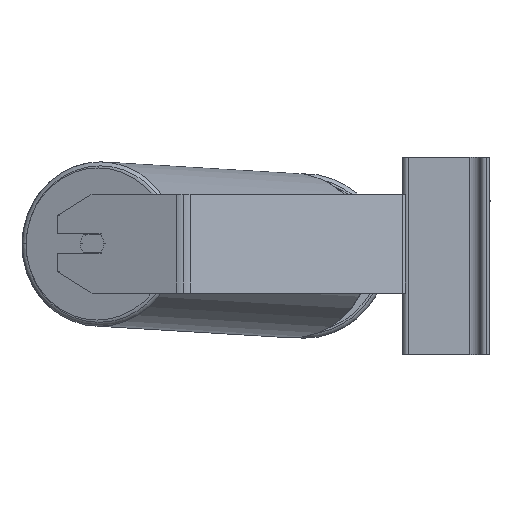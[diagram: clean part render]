
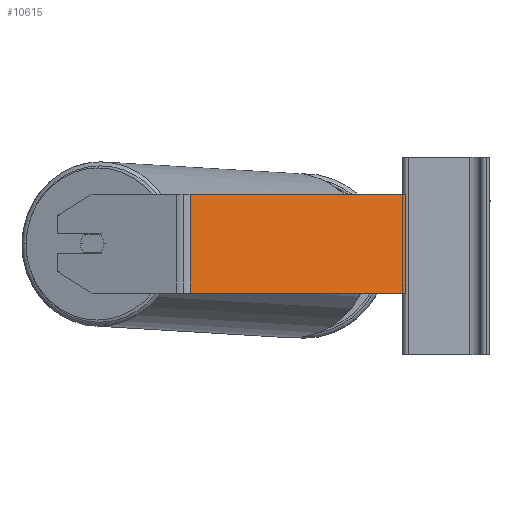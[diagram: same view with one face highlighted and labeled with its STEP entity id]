
A CAD part, left-side view. The second image highlights one B-rep face of the part: STEP entity #10615.
In plain terms, the highlighted planar face has unit normal (-0.94, -0.342, 0).
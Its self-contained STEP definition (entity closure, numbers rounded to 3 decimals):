
#427 = CARTESIAN_POINT ( 'NONE',  ( -750.841, 189.928, 50. ) ) ;
#449 = DIRECTION ( 'NONE',  ( 0., 0., -1. ) ) ;
#740 = EDGE_LOOP ( 'NONE', ( #7391, #4242, #4509, #7409 ) ) ;
#1335 = CARTESIAN_POINT ( 'NONE',  ( -750.841, 189.928, -30. ) ) ;
#1584 = VECTOR ( 'NONE', #5550, 1000. ) ;
#1663 = CARTESIAN_POINT ( 'NONE',  ( -752.833, 195.401, 50. ) ) ;
#2272 = VECTOR ( 'NONE', #9922, 1000. ) ;
#2993 = EDGE_CURVE ( 'NONE', #6833, #5984, #10109, .T. ) ;
#3020 = PLANE ( 'NONE',  #7789 ) ;
#3707 = CARTESIAN_POINT ( 'NONE',  ( -687.518, 15.948, 50. ) ) ;
#3879 = DIRECTION ( 'NONE',  ( -0.342, 0.94, 0. ) ) ;
#4242 = ORIENTED_EDGE ( 'NONE', *, *, #2993, .F. ) ;
#4436 = CARTESIAN_POINT ( 'NONE',  ( -687.518, 15.948, 50. ) ) ;
#4509 = ORIENTED_EDGE ( 'NONE', *, *, #5988, .F. ) ;
#4571 = DIRECTION ( 'NONE',  ( 0.94, 0.342, 0. ) ) ;
#4919 = LINE ( 'NONE', #1663, #6732 ) ;
#4962 = DIRECTION ( 'NONE',  ( 0.342, -0.94, 0. ) ) ;
#5550 = DIRECTION ( 'NONE',  ( 0.342, -0.94, 0. ) ) ;
#5723 = CARTESIAN_POINT ( 'NONE',  ( -687.518, 15.948, -30. ) ) ;
#5847 = VERTEX_POINT ( 'NONE', #1335 ) ;
#5984 = VERTEX_POINT ( 'NONE', #5723 ) ;
#5988 = EDGE_CURVE ( 'NONE', #8905, #6833, #4919, .T. ) ;
#6679 = LINE ( 'NONE', #8230, #2272 ) ;
#6732 = VECTOR ( 'NONE', #4962, 1000. ) ;
#6833 = VERTEX_POINT ( 'NONE', #4436 ) ;
#7220 = LINE ( 'NONE', #7851, #1584 ) ;
#7226 = VECTOR ( 'NONE', #449, 1000. ) ;
#7391 = ORIENTED_EDGE ( 'NONE', *, *, #9484, .T. ) ;
#7409 = ORIENTED_EDGE ( 'NONE', *, *, #9143, .T. ) ;
#7789 = AXIS2_PLACEMENT_3D ( 'NONE', #9639, #4571, #3879 ) ;
#7851 = CARTESIAN_POINT ( 'NONE',  ( -752.833, 195.401, -30. ) ) ;
#7852 = FACE_OUTER_BOUND ( 'NONE', #740, .T. ) ;
#8230 = CARTESIAN_POINT ( 'NONE',  ( -750.841, 189.928, 50. ) ) ;
#8905 = VERTEX_POINT ( 'NONE', #427 ) ;
#9143 = EDGE_CURVE ( 'NONE', #8905, #5847, #6679, .T. ) ;
#9484 = EDGE_CURVE ( 'NONE', #5847, #5984, #7220, .T. ) ;
#9639 = CARTESIAN_POINT ( 'NONE',  ( -752.833, 195.401, 50. ) ) ;
#9922 = DIRECTION ( 'NONE',  ( 0., 0., -1. ) ) ;
#10109 = LINE ( 'NONE', #3707, #7226 ) ;
#10615 = ADVANCED_FACE ( 'NONE', ( #7852 ), #3020, .F. ) ;
